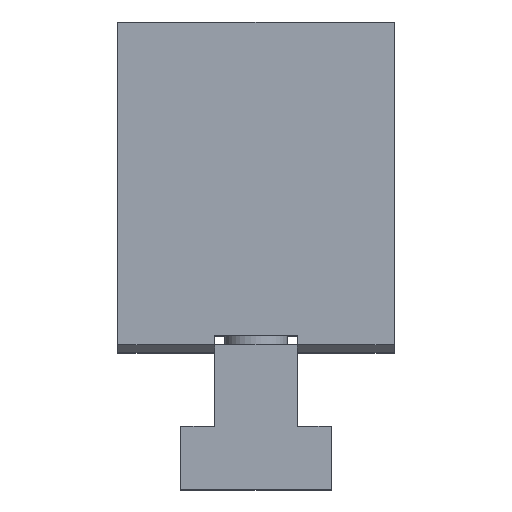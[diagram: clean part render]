
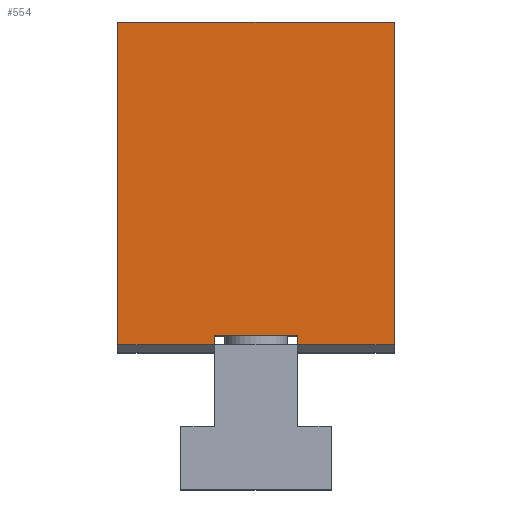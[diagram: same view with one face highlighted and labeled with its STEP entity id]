
A CAD part, top view. The second image highlights one B-rep face of the part: STEP entity #554.
In plain terms, the highlighted planar face has unit normal (0, 0, 1).
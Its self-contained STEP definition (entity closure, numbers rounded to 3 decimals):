
#554=ADVANCED_FACE('',(#1147),#1148,.T.);
#1147=FACE_OUTER_BOUND('',#1810,.T.);
#1148=PLANE('',#1811);
#1810=EDGE_LOOP('',(#3419,#3420,#3421,#3422,#3423,#3424,#3425,#3426));
#1811=AXIS2_PLACEMENT_3D('',#3427,#3428,#3429);
#3419=ORIENTED_EDGE('',*,*,#3993,.T.);
#3420=ORIENTED_EDGE('',*,*,#4062,.T.);
#3421=ORIENTED_EDGE('',*,*,#4534,.T.);
#3422=ORIENTED_EDGE('',*,*,#4531,.T.);
#3423=ORIENTED_EDGE('',*,*,#3990,.T.);
#3424=ORIENTED_EDGE('',*,*,#4132,.T.);
#3425=ORIENTED_EDGE('',*,*,#4536,.T.);
#3426=ORIENTED_EDGE('',*,*,#4509,.T.);
#3427=CARTESIAN_POINT('',(0.0,26.7,40.0));
#3428=DIRECTION('',(0.0,0.0,1.0));
#3429=DIRECTION('',(1.0,0.0,0.0));
#3990=EDGE_CURVE('',#4778,#4782,#4784,.T.);
#3993=EDGE_CURVE('',#4789,#4786,#4790,.T.);
#4062=EDGE_CURVE('',#4786,#4923,#4925,.T.);
#4132=EDGE_CURVE('',#4782,#5059,#5061,.T.);
#4509=EDGE_CURVE('',#5563,#4789,#5564,.T.);
#4531=EDGE_CURVE('',#5588,#4778,#5589,.T.);
#4534=EDGE_CURVE('',#4923,#5588,#5592,.T.);
#4536=EDGE_CURVE('',#5059,#5563,#5594,.T.);
#4778=VERTEX_POINT('',#5938);
#4782=VERTEX_POINT('',#5944);
#4784=LINE('',#5947,#5948);
#4786=VERTEX_POINT('',#5950);
#4789=VERTEX_POINT('',#5954);
#4790=LINE('',#5955,#5956);
#4923=VERTEX_POINT('',#6155);
#4925=LINE('',#6158,#6159);
#5059=VERTEX_POINT('',#6359);
#5061=LINE('',#6362,#6363);
#5563=VERTEX_POINT('',#7115);
#5564=LINE('',#7116,#7117);
#5588=VERTEX_POINT('',#7146);
#5589=LINE('',#7147,#7148);
#5592=LINE('',#7152,#7153);
#5594=LINE('',#7155,#7156);
#5938=CARTESIAN_POINT('',(6.6,2.0,40.0));
#5944=CARTESIAN_POINT('',(22.0,2.0,40.0));
#5947=CARTESIAN_POINT('',(0.5,2.0,40.0));
#5948=VECTOR('',#7589,1.0);
#5950=CARTESIAN_POINT('',(-6.6,2.0,40.0));
#5954=CARTESIAN_POINT('',(-22.0,2.0,40.0));
#5955=CARTESIAN_POINT('',(0.5,2.0,40.0));
#5956=VECTOR('',#7591,1.0);
#6155=CARTESIAN_POINT('',(-6.6,3.5,40.0));
#6158=CARTESIAN_POINT('',(-6.6,2.25,40.0));
#6159=VECTOR('',#7659,1.0);
#6359=CARTESIAN_POINT('',(22.0,53.4,40.0));
#6362=CARTESIAN_POINT('',(22.0,26.7,40.0));
#6363=VECTOR('',#7727,1.0);
#7115=CARTESIAN_POINT('',(-22.0,53.4,40.0));
#7116=CARTESIAN_POINT('',(-22.0,26.7,40.0));
#7117=VECTOR('',#7978,1.0);
#7146=CARTESIAN_POINT('',(6.6,3.5,40.0));
#7147=CARTESIAN_POINT('',(6.6,2.25,40.0));
#7148=VECTOR('',#8008,1.0);
#7152=CARTESIAN_POINT('',(0.0,3.5,40.0));
#7153=VECTOR('',#8010,1.0);
#7155=CARTESIAN_POINT('',(0.0,53.4,40.0));
#7156=VECTOR('',#8011,1.0);
#7589=DIRECTION('',(1.0,0.0,0.0));
#7591=DIRECTION('',(1.0,0.0,0.0));
#7659=DIRECTION('',(0.0,1.0,0.0));
#7727=DIRECTION('',(0.0,1.0,0.0));
#7978=DIRECTION('',(0.0,-1.0,0.0));
#8008=DIRECTION('',(0.0,-1.0,0.0));
#8010=DIRECTION('',(1.0,0.0,0.0));
#8011=DIRECTION('',(-1.0,0.0,0.0));
